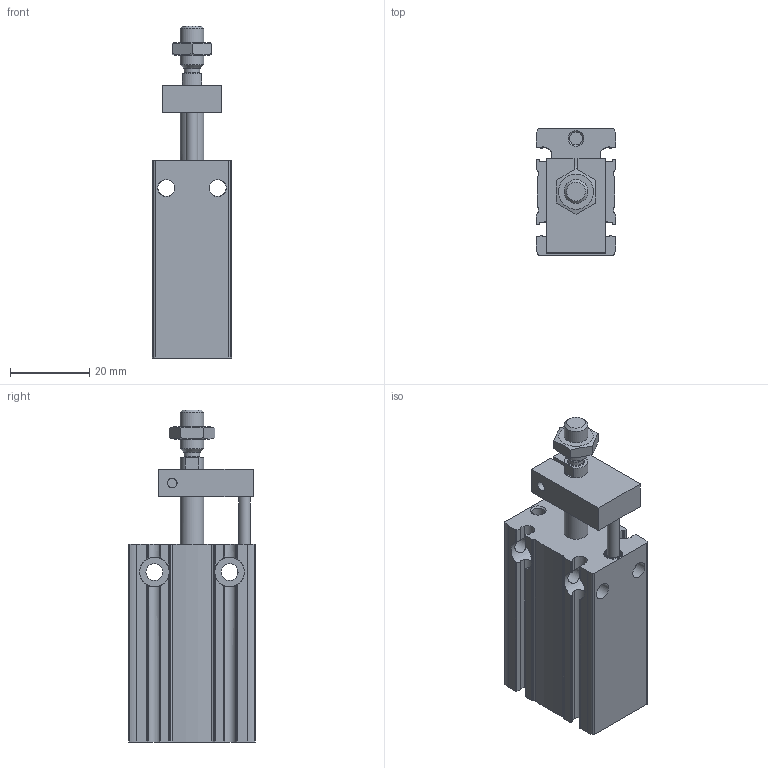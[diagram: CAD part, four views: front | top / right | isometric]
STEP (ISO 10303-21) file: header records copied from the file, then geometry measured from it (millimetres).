
FILE_DESCRIPTION(/* description */ ('STEP AP214'),/* implementation_level */ '2;1');
FILE_NAME(/* name */ '4834381_DPDM-Q-16-10-P-PA',/* time_stamp */ '2024-08-20T21:16:57+02:00',/* author */ ('License CC BY-ND 4.0'),/* organization */ ('CADENAS'),/* preprocessor_version */ 'ST-DEVELOPER v19.3',/* originating_system */ 'PARTsolutions',/* authorisation */ ' ');
FILE_SCHEMA (('AUTOMOTIVE_DESIGN {1 0 10303 214 3 1 1}'));
Length unit declared in the file: millimetre
Products named in the file (7): 4834381 DPDM-Q-16-10-P-PA---(0); 4186566 DPDM-Q-10-P---(h); 340115 M5; 4186566 DPDM-Q-10-P---(r); ISO 4035 M6(F); 4186566 DPDM 16-10---(p); ISO-4762 M3x10
Assembly tree (6 placements, depth 2):
  4834381 DPDM-Q-16-10-P-PA---(0)
    4186566 DPDM-Q-10-P---(h)
    340115 M5
    4186566 DPDM-Q-10-P---(r)
    ISO 4035 M6(F)
    4186566 DPDM 16-10---(p)
    ISO-4762 M3x10
Bounding box: 20 x 32 x 84 mm (x, y, z)
Volume: 28526.7 mm3; surface area: 14660 mm2
Topology: 6 solids, 7 shells, 266 faces, 678 edges, 443 vertices
Faces by surface type: plane 118, cylinder 114, cone 32, torus 2
Full cylindrical faces by diameter (mm): 2.459 x1, 2.5 x1, 3 x3, 3.242 x3, 3.4 x1, 3.95 x1, 4 x2, 4.134 x2, 4.3 x8, 4.5 x2, 4.917 x1, 5 x1, 5.5 x1, 5.9 x1, 6 x3, 7.5 x4, 14 x1, 16 x2, 18 x1
Entity records: 9351 total; most frequent: CARTESIAN_POINT 1733, DIRECTION 1298, ORIENTED_EDGE 1192, EDGE_CURVE 596, AXIS2_PLACEMENT_3D 516, VERTEX_POINT 430, FACE_BOUND 378, EDGE_LOOP 376
